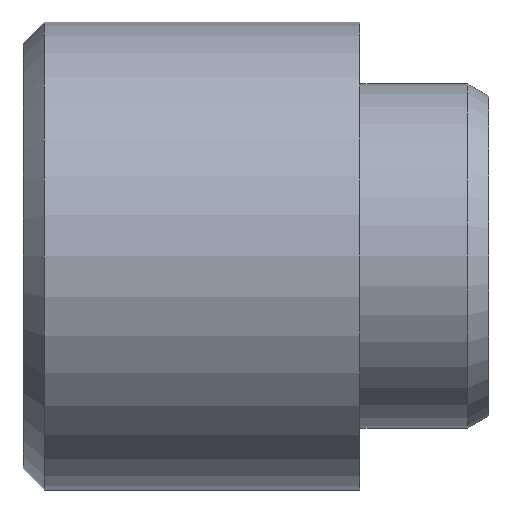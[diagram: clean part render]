
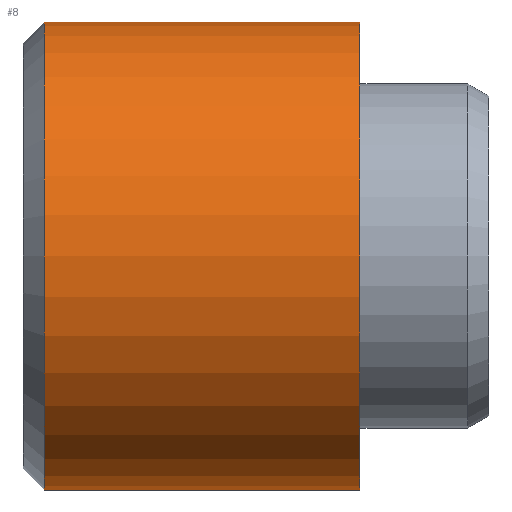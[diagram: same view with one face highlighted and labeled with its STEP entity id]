
A CAD part, left-side view. The second image highlights one B-rep face of the part: STEP entity #8.
In plain terms, the highlighted cylindrical face has radius 2.78 mm (diameter 5.56 mm), a partial arc.
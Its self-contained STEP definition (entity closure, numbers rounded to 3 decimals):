
#1 = CARTESIAN_POINT ( 'NONE',  ( 0., 0., -2.78 ) ) ;
#8 = ADVANCED_FACE ( 'NONE', ( #391 ), #394, .T. ) ;
#28 = DIRECTION ( 'NONE',  ( 0., 1., 0. ) ) ;
#33 = EDGE_CURVE ( 'NONE', #350, #48, #150, .T. ) ;
#39 = VERTEX_POINT ( 'NONE', #295 ) ;
#48 = VERTEX_POINT ( 'NONE', #263 ) ;
#53 = ORIENTED_EDGE ( 'NONE', *, *, #59, .F. ) ;
#55 = DIRECTION ( 'NONE',  ( 0., 1., 0. ) ) ;
#57 = ORIENTED_EDGE ( 'NONE', *, *, #181, .T. ) ;
#58 = LINE ( 'NONE', #501, #340 ) ;
#59 = EDGE_CURVE ( 'NONE', #350, #133, #58, .T. ) ;
#74 = VECTOR ( 'NONE', #28, 1000. ) ;
#92 = DIRECTION ( 'NONE',  ( 0., 1., 0. ) ) ;
#103 = DIRECTION ( 'NONE',  ( 0., 0., -1. ) ) ;
#108 = LINE ( 'NONE', #277, #74 ) ;
#129 = CARTESIAN_POINT ( 'NONE',  ( 0., 0., 0. ) ) ;
#133 = VERTEX_POINT ( 'NONE', #468 ) ;
#150 = CIRCLE ( 'NONE', #460, 2.78 ) ;
#162 = EDGE_LOOP ( 'NONE', ( #53, #448, #368, #57 ) ) ;
#172 = AXIS2_PLACEMENT_3D ( 'NONE', #360, #511, #103 ) ;
#173 = DIRECTION ( 'NONE',  ( 0., 0., 1. ) ) ;
#181 = EDGE_CURVE ( 'NONE', #39, #133, #500, .T. ) ;
#206 = AXIS2_PLACEMENT_3D ( 'NONE', #342, #226, #173 ) ;
#226 = DIRECTION ( 'NONE',  ( 0., 1., 0. ) ) ;
#263 = CARTESIAN_POINT ( 'NONE',  ( 0., 0., 2.78 ) ) ;
#277 = CARTESIAN_POINT ( 'NONE',  ( 0., 36.602, 2.78 ) ) ;
#295 = CARTESIAN_POINT ( 'NONE',  ( 0., 3.75, 2.78 ) ) ;
#297 = EDGE_CURVE ( 'NONE', #48, #39, #108, .T. ) ;
#303 = DIRECTION ( 'NONE',  ( 0., 0., 1. ) ) ;
#340 = VECTOR ( 'NONE', #92, 1000. ) ;
#342 = CARTESIAN_POINT ( 'NONE',  ( 0., 36.602, 0. ) ) ;
#350 = VERTEX_POINT ( 'NONE', #1 ) ;
#360 = CARTESIAN_POINT ( 'NONE',  ( 0., 3.75, 0. ) ) ;
#368 = ORIENTED_EDGE ( 'NONE', *, *, #297, .T. ) ;
#391 = FACE_OUTER_BOUND ( 'NONE', #162, .T. ) ;
#394 = CYLINDRICAL_SURFACE ( 'NONE', #206, 2.78 ) ;
#448 = ORIENTED_EDGE ( 'NONE', *, *, #33, .T. ) ;
#460 = AXIS2_PLACEMENT_3D ( 'NONE', #129, #55, #303 ) ;
#468 = CARTESIAN_POINT ( 'NONE',  ( 0., 3.75, -2.78 ) ) ;
#500 = CIRCLE ( 'NONE', #172, 2.78 ) ;
#501 = CARTESIAN_POINT ( 'NONE',  ( 0., 36.602, -2.78 ) ) ;
#511 = DIRECTION ( 'NONE',  ( 0., -1., 0. ) ) ;
